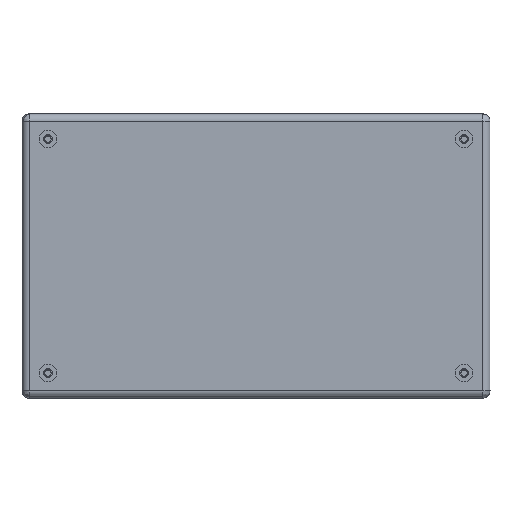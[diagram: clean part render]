
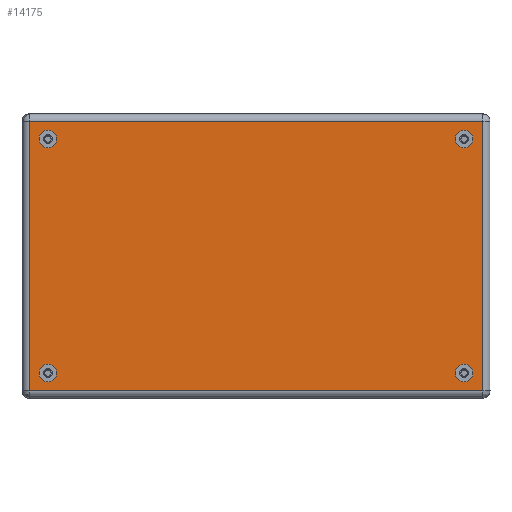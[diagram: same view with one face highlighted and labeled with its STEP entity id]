
A CAD part, top view. The second image highlights one B-rep face of the part: STEP entity #14175.
In plain terms, the highlighted planar face has unit normal (0, 0, 1).
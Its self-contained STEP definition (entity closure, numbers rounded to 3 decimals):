
#274 = ORIENTED_EDGE ( 'NONE', *, *, #34941, .T. ) ;
#1733 = DIRECTION ( 'NONE',  ( 1., 0., 0. ) ) ;
#2008 = AXIS2_PLACEMENT_3D ( 'NONE', #31588, #76971, #38134 ) ;
#2226 = EDGE_CURVE ( 'NONE', #19334, #29787, #80293, .T. ) ;
#2315 = DIRECTION ( 'NONE',  ( 1., 0., 0. ) ) ;
#2635 = EDGE_CURVE ( 'NONE', #29110, #2841, #21338, .T. ) ;
#2841 = VERTEX_POINT ( 'NONE', #50044 ) ;
#4787 = DIRECTION ( 'NONE',  ( 1., 0., 0. ) ) ;
#5705 = AXIS2_PLACEMENT_3D ( 'NONE', #36413, #81806, #42966 ) ;
#6296 = DIRECTION ( 'NONE',  ( -1., 0., 0. ) ) ;
#7189 = VERTEX_POINT ( 'NONE', #67959 ) ;
#8017 = CARTESIAN_POINT ( 'NONE',  ( -4205.3, -1576.645, 2.4 ) ) ;
#8177 = CIRCLE ( 'NONE', #9671, 3. ) ;
#9671 = AXIS2_PLACEMENT_3D ( 'NONE', #23587, #68936, #30115 ) ;
#12879 = EDGE_CURVE ( 'NONE', #30778, #63205, #77371, .T. ) ;
#12974 = VECTOR ( 'NONE', #4787, 1000. ) ;
#14175 = ADVANCED_FACE ( 'NONE', ( #55007, #35670, #20443, #18407, #52982 ), #34690, .T. ) ;
#14832 = ORIENTED_EDGE ( 'NONE', *, *, #83777, .T. ) ;
#15945 = EDGE_CURVE ( 'NONE', #69727, #83953, #61810, .T. ) ;
#16304 = VERTEX_POINT ( 'NONE', #58345 ) ;
#16498 = CARTESIAN_POINT ( 'NONE',  ( -4205.3, -1667.645, 2.4 ) ) ;
#17024 = VERTEX_POINT ( 'NONE', #47164 ) ;
#17028 = AXIS2_PLACEMENT_3D ( 'NONE', #63622, #24714, #70065 ) ;
#18407 = FACE_BOUND ( 'NONE', #38909, .T. ) ;
#18840 = EDGE_LOOP ( 'NONE', ( #31341, #56016 ) ) ;
#19334 = VERTEX_POINT ( 'NONE', #53471 ) ;
#19680 = ORIENTED_EDGE ( 'NONE', *, *, #2226, .T. ) ;
#20443 = FACE_BOUND ( 'NONE', #57425, .T. ) ;
#21338 = CIRCLE ( 'NONE', #48313, 3. ) ;
#21440 = DIRECTION ( 'NONE',  ( 0., 1., 0. ) ) ;
#22670 = ORIENTED_EDGE ( 'NONE', *, *, #29271, .T. ) ;
#23300 = DIRECTION ( 'NONE',  ( 0., 0., -1. ) ) ;
#23587 = CARTESIAN_POINT ( 'NONE',  ( -4199.05, -1582.645, 2.4 ) ) ;
#24053 = AXIS2_PLACEMENT_3D ( 'NONE', #70879, #32069, #77464 ) ;
#24714 = DIRECTION ( 'NONE',  ( 0., 0., -1. ) ) ;
#25577 = VECTOR ( 'NONE', #6296, 1000. ) ;
#27667 = CARTESIAN_POINT ( 'NONE',  ( -4199.05, -1582.645, 2.4 ) ) ;
#28166 = EDGE_LOOP ( 'NONE', ( #60383, #19680 ) ) ;
#29110 = VERTEX_POINT ( 'NONE', #34433 ) ;
#29271 = EDGE_CURVE ( 'NONE', #83953, #69727, #75176, .T. ) ;
#29294 = EDGE_CURVE ( 'NONE', #2841, #29110, #8177, .T. ) ;
#29787 = VERTEX_POINT ( 'NONE', #67470 ) ;
#30115 = DIRECTION ( 'NONE',  ( -1., 0., 0. ) ) ;
#30778 = VERTEX_POINT ( 'NONE', #72128 ) ;
#31341 = ORIENTED_EDGE ( 'NONE', *, *, #29294, .T. ) ;
#31588 = CARTESIAN_POINT ( 'NONE',  ( -4058.553, -1582.645, 2.4 ) ) ;
#32069 = DIRECTION ( 'NONE',  ( 0., 0., -1. ) ) ;
#32542 = VERTEX_POINT ( 'NONE', #16498 ) ;
#34192 = DIRECTION ( 'NONE',  ( -1., 0., 0. ) ) ;
#34433 = CARTESIAN_POINT ( 'NONE',  ( -4196.05, -1582.645, 2.4 ) ) ;
#34513 = CARTESIAN_POINT ( 'NONE',  ( -4052.303, -1622.145, 2.4 ) ) ;
#34690 = PLANE ( 'NONE',  #56149 ) ;
#34941 = EDGE_CURVE ( 'NONE', #17024, #30778, #61404, .T. ) ;
#35670 = FACE_BOUND ( 'NONE', #28166, .T. ) ;
#35897 = LINE ( 'NONE', #71725, #70392 ) ;
#36413 = CARTESIAN_POINT ( 'NONE',  ( -4058.553, -1582.645, 2.4 ) ) ;
#38134 = DIRECTION ( 'NONE',  ( 1., 0., 0. ) ) ;
#38909 = EDGE_LOOP ( 'NONE', ( #53768, #22670 ) ) ;
#40646 = DIRECTION ( 'NONE',  ( 0., 0., -1. ) ) ;
#41213 = CARTESIAN_POINT ( 'NONE',  ( -4128.803, -1622.145, 2.4 ) ) ;
#42117 = VECTOR ( 'NONE', #21440, 1000. ) ;
#42966 = DIRECTION ( 'NONE',  ( 1., 0., 0. ) ) ;
#43406 = CARTESIAN_POINT ( 'NONE',  ( -4202.05, -1661.645, 2.4 ) ) ;
#43704 = CARTESIAN_POINT ( 'NONE',  ( -4128.803, -1667.645, 2.4 ) ) ;
#45549 = LINE ( 'NONE', #43704, #12974 ) ;
#46008 = DIRECTION ( 'NONE',  ( 0., -1., 0. ) ) ;
#47164 = CARTESIAN_POINT ( 'NONE',  ( -4052.303, -1667.645, 2.4 ) ) ;
#48313 = AXIS2_PLACEMENT_3D ( 'NONE', #27667, #73020, #34192 ) ;
#50044 = CARTESIAN_POINT ( 'NONE',  ( -4202.05, -1582.645, 2.4 ) ) ;
#51585 = CIRCLE ( 'NONE', #24053, 3. ) ;
#52018 = CARTESIAN_POINT ( 'NONE',  ( -4128.803, -1576.645, 2.4 ) ) ;
#52982 = FACE_BOUND ( 'NONE', #18840, .T. ) ;
#53471 = CARTESIAN_POINT ( 'NONE',  ( -4061.553, -1582.645, 2.4 ) ) ;
#53768 = ORIENTED_EDGE ( 'NONE', *, *, #15945, .T. ) ;
#55007 = FACE_OUTER_BOUND ( 'NONE', #58725, .T. ) ;
#55150 = ORIENTED_EDGE ( 'NONE', *, *, #79553, .T. ) ;
#56016 = ORIENTED_EDGE ( 'NONE', *, *, #2635, .T. ) ;
#56149 = AXIS2_PLACEMENT_3D ( 'NONE', #41213, #60543, #2315 ) ;
#56965 = EDGE_CURVE ( 'NONE', #29787, #19334, #83364, .T. ) ;
#57425 = EDGE_LOOP ( 'NONE', ( #61187, #14832 ) ) ;
#58345 = CARTESIAN_POINT ( 'NONE',  ( -4061.553, -1661.645, 2.4 ) ) ;
#58725 = EDGE_LOOP ( 'NONE', ( #64034, #55150, #74109, #274 ) ) ;
#60192 = EDGE_CURVE ( 'NONE', #32542, #17024, #45549, .T. ) ;
#60383 = ORIENTED_EDGE ( 'NONE', *, *, #56965, .T. ) ;
#60543 = DIRECTION ( 'NONE',  ( 0., 0., 1. ) ) ;
#61187 = ORIENTED_EDGE ( 'NONE', *, *, #75721, .T. ) ;
#61404 = LINE ( 'NONE', #34513, #42117 ) ;
#61810 = CIRCLE ( 'NONE', #17028, 3. ) ;
#62203 = CARTESIAN_POINT ( 'NONE',  ( -4199.05, -1661.645, 2.4 ) ) ;
#63205 = VERTEX_POINT ( 'NONE', #8017 ) ;
#63622 = CARTESIAN_POINT ( 'NONE',  ( -4199.05, -1661.645, 2.4 ) ) ;
#64034 = ORIENTED_EDGE ( 'NONE', *, *, #12879, .T. ) ;
#66071 = CARTESIAN_POINT ( 'NONE',  ( -4196.05, -1661.645, 2.4 ) ) ;
#67470 = CARTESIAN_POINT ( 'NONE',  ( -4055.553, -1582.645, 2.4 ) ) ;
#67959 = CARTESIAN_POINT ( 'NONE',  ( -4055.553, -1661.645, 2.4 ) ) ;
#68650 = DIRECTION ( 'NONE',  ( -1., 0., 0. ) ) ;
#68936 = DIRECTION ( 'NONE',  ( 0., 0., -1. ) ) ;
#69727 = VERTEX_POINT ( 'NONE', #43406 ) ;
#70065 = DIRECTION ( 'NONE',  ( -1., 0., 0. ) ) ;
#70392 = VECTOR ( 'NONE', #46008, 1000. ) ;
#70879 = CARTESIAN_POINT ( 'NONE',  ( -4058.553, -1661.645, 2.4 ) ) ;
#71725 = CARTESIAN_POINT ( 'NONE',  ( -4205.3, -1622.145, 2.4 ) ) ;
#72128 = CARTESIAN_POINT ( 'NONE',  ( -4052.303, -1576.645, 2.4 ) ) ;
#73020 = DIRECTION ( 'NONE',  ( 0., 0., -1. ) ) ;
#74109 = ORIENTED_EDGE ( 'NONE', *, *, #60192, .T. ) ;
#75176 = CIRCLE ( 'NONE', #76580, 3. ) ;
#75721 = EDGE_CURVE ( 'NONE', #7189, #16304, #82198, .T. ) ;
#76293 = AXIS2_PLACEMENT_3D ( 'NONE', #79517, #40646, #1733 ) ;
#76580 = AXIS2_PLACEMENT_3D ( 'NONE', #62203, #23300, #68650 ) ;
#76971 = DIRECTION ( 'NONE',  ( 0., 0., -1. ) ) ;
#77371 = LINE ( 'NONE', #52018, #25577 ) ;
#77464 = DIRECTION ( 'NONE',  ( 1., 0., 0. ) ) ;
#79517 = CARTESIAN_POINT ( 'NONE',  ( -4058.553, -1661.645, 2.4 ) ) ;
#79553 = EDGE_CURVE ( 'NONE', #63205, #32542, #35897, .T. ) ;
#80293 = CIRCLE ( 'NONE', #2008, 3. ) ;
#81806 = DIRECTION ( 'NONE',  ( 0., 0., -1. ) ) ;
#82198 = CIRCLE ( 'NONE', #76293, 3. ) ;
#83364 = CIRCLE ( 'NONE', #5705, 3. ) ;
#83777 = EDGE_CURVE ( 'NONE', #16304, #7189, #51585, .T. ) ;
#83953 = VERTEX_POINT ( 'NONE', #66071 ) ;
